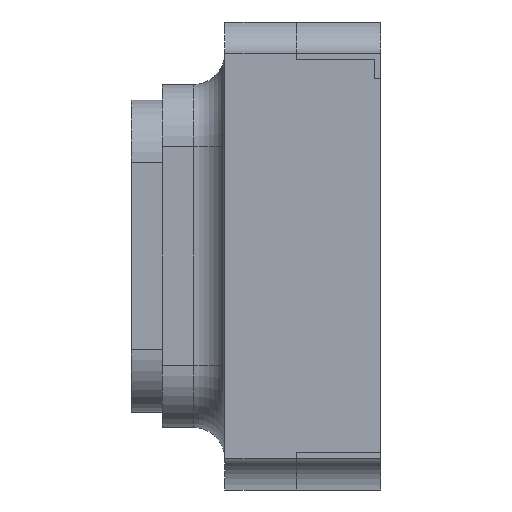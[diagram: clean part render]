
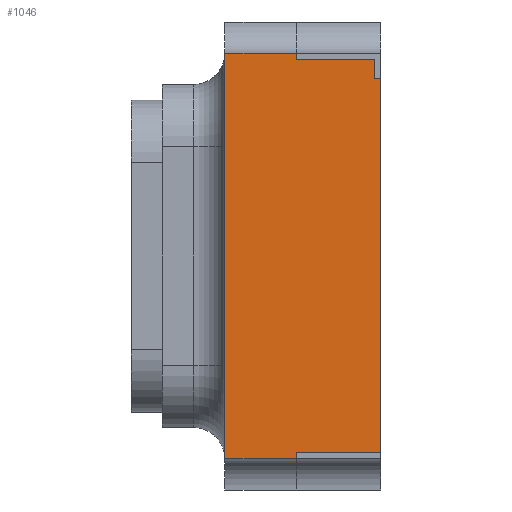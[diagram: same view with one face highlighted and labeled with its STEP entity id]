
A CAD part, left-side view. The second image highlights one B-rep face of the part: STEP entity #1046.
In plain terms, the highlighted planar face has unit normal (-1, 0, 0).
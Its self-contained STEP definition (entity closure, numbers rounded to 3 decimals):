
#15 = CARTESIAN_POINT ( 'NONE',  ( -1.6, 0.27, 0.63 ) ) ;
#23 = DIRECTION ( 'NONE',  ( 0., 1., 0. ) ) ;
#162 = VERTEX_POINT ( 'NONE', #2345 ) ;
#179 = EDGE_CURVE ( 'NONE', #2654, #2740, #4272, .T. ) ;
#354 = EDGE_CURVE ( 'NONE', #2740, #3244, #2625, .T. ) ;
#362 = DIRECTION ( 'NONE',  ( 0., 0., 1. ) ) ;
#363 = LINE ( 'NONE', #3985, #2805 ) ;
#367 = CARTESIAN_POINT ( 'NONE',  ( -1.6, 0.27, -0.63 ) ) ;
#416 = VERTEX_POINT ( 'NONE', #3464 ) ;
#474 = LINE ( 'NONE', #1924, #4312 ) ;
#491 = EDGE_CURVE ( 'NONE', #846, #3253, #3871, .T. ) ;
#642 = ORIENTED_EDGE ( 'NONE', *, *, #3012, .T. ) ;
#644 = CARTESIAN_POINT ( 'NONE',  ( -1.6, 0.27, -0.65 ) ) ;
#769 = CARTESIAN_POINT ( 'NONE',  ( -1.6, 0.5, -0.65 ) ) ;
#846 = VERTEX_POINT ( 'NONE', #2895 ) ;
#900 = LINE ( 'NONE', #4115, #2773 ) ;
#1046 = ADVANCED_FACE ( 'NONE', ( #4767 ), #1447, .T. ) ;
#1061 = DIRECTION ( 'NONE',  ( 0., 1., 0. ) ) ;
#1191 = VECTOR ( 'NONE', #4616, 1000. ) ;
#1404 = DIRECTION ( 'NONE',  ( 0., 0., -1. ) ) ;
#1447 = PLANE ( 'NONE',  #1621 ) ;
#1474 = CARTESIAN_POINT ( 'NONE',  ( -1.6, 0., -0.65 ) ) ;
#1479 = VECTOR ( 'NONE', #3239, 1000. ) ;
#1488 = VECTOR ( 'NONE', #1061, 1000. ) ;
#1547 = ORIENTED_EDGE ( 'NONE', *, *, #3314, .T. ) ;
#1599 = EDGE_CURVE ( 'NONE', #3963, #2053, #474, .T. ) ;
#1614 = CARTESIAN_POINT ( 'NONE',  ( -1.6, 0., -0.63 ) ) ;
#1621 = AXIS2_PLACEMENT_3D ( 'NONE', #1474, #2602, #3005 ) ;
#1924 = CARTESIAN_POINT ( 'NONE',  ( -1.6, 0., -0.63 ) ) ;
#2000 = ORIENTED_EDGE ( 'NONE', *, *, #179, .F. ) ;
#2019 = DIRECTION ( 'NONE',  ( 0., 0., -1. ) ) ;
#2051 = EDGE_CURVE ( 'NONE', #3963, #416, #4315, .T. ) ;
#2053 = VERTEX_POINT ( 'NONE', #367 ) ;
#2214 = CARTESIAN_POINT ( 'NONE',  ( -1.6, 0.27, 0.65 ) ) ;
#2316 = ORIENTED_EDGE ( 'NONE', *, *, #4104, .F. ) ;
#2317 = VECTOR ( 'NONE', #362, 1000. ) ;
#2341 = LINE ( 'NONE', #2497, #3217 ) ;
#2345 = CARTESIAN_POINT ( 'NONE',  ( -1.6, 0.27, 0.63 ) ) ;
#2353 = CARTESIAN_POINT ( 'NONE',  ( -1.6, 0.5, 0.65 ) ) ;
#2497 = CARTESIAN_POINT ( 'NONE',  ( -1.6, 0., 0.569 ) ) ;
#2602 = DIRECTION ( 'NONE',  ( -1., 0., 0. ) ) ;
#2625 = LINE ( 'NONE', #3405, #2867 ) ;
#2654 = VERTEX_POINT ( 'NONE', #3337 ) ;
#2740 = VERTEX_POINT ( 'NONE', #769 ) ;
#2773 = VECTOR ( 'NONE', #2976, 1000. ) ;
#2805 = VECTOR ( 'NONE', #1404, 1000. ) ;
#2867 = VECTOR ( 'NONE', #4103, 1000. ) ;
#2886 = DIRECTION ( 'NONE',  ( 0., 1., 0. ) ) ;
#2895 = CARTESIAN_POINT ( 'NONE',  ( -1.6, 0.02, 0.63 ) ) ;
#2976 = DIRECTION ( 'NONE',  ( 0., 1., 0. ) ) ;
#2987 = CARTESIAN_POINT ( 'NONE',  ( -1.6, 0.27, -0.65 ) ) ;
#3005 = DIRECTION ( 'NONE',  ( 0., 0., 1. ) ) ;
#3012 = EDGE_CURVE ( 'NONE', #2654, #2053, #4585, .T. ) ;
#3147 = ORIENTED_EDGE ( 'NONE', *, *, #354, .F. ) ;
#3217 = VECTOR ( 'NONE', #2886, 1000. ) ;
#3239 = DIRECTION ( 'NONE',  ( 0., 0., 1. ) ) ;
#3244 = VERTEX_POINT ( 'NONE', #2353 ) ;
#3251 = EDGE_LOOP ( 'NONE', ( #3951, #3384, #4185, #3999, #2316, #4629, #1547, #3147, #2000, #642 ) ) ;
#3253 = VERTEX_POINT ( 'NONE', #4587 ) ;
#3314 = EDGE_CURVE ( 'NONE', #3504, #3244, #900, .T. ) ;
#3337 = CARTESIAN_POINT ( 'NONE',  ( -1.6, 0.27, -0.65 ) ) ;
#3384 = ORIENTED_EDGE ( 'NONE', *, *, #2051, .T. ) ;
#3399 = LINE ( 'NONE', #15, #1191 ) ;
#3405 = CARTESIAN_POINT ( 'NONE',  ( -1.6, 0.5, -0.65 ) ) ;
#3464 = CARTESIAN_POINT ( 'NONE',  ( -1.6, 0., 0.569 ) ) ;
#3504 = VERTEX_POINT ( 'NONE', #2214 ) ;
#3590 = CARTESIAN_POINT ( 'NONE',  ( -1.6, 0., -0.63 ) ) ;
#3871 = LINE ( 'NONE', #4240, #4035 ) ;
#3951 = ORIENTED_EDGE ( 'NONE', *, *, #1599, .F. ) ;
#3963 = VERTEX_POINT ( 'NONE', #1614 ) ;
#3985 = CARTESIAN_POINT ( 'NONE',  ( -1.6, 0.27, 0.65 ) ) ;
#3999 = ORIENTED_EDGE ( 'NONE', *, *, #491, .F. ) ;
#4035 = VECTOR ( 'NONE', #2019, 1000. ) ;
#4103 = DIRECTION ( 'NONE',  ( 0., 0., 1. ) ) ;
#4104 = EDGE_CURVE ( 'NONE', #162, #846, #3399, .T. ) ;
#4115 = CARTESIAN_POINT ( 'NONE',  ( -1.6, 0.27, 0.65 ) ) ;
#4185 = ORIENTED_EDGE ( 'NONE', *, *, #4374, .T. ) ;
#4240 = CARTESIAN_POINT ( 'NONE',  ( -1.6, 0.02, 0.63 ) ) ;
#4272 = LINE ( 'NONE', #644, #1488 ) ;
#4312 = VECTOR ( 'NONE', #23, 1000. ) ;
#4315 = LINE ( 'NONE', #3590, #1479 ) ;
#4374 = EDGE_CURVE ( 'NONE', #416, #3253, #2341, .T. ) ;
#4475 = EDGE_CURVE ( 'NONE', #3504, #162, #363, .T. ) ;
#4585 = LINE ( 'NONE', #2987, #2317 ) ;
#4587 = CARTESIAN_POINT ( 'NONE',  ( -1.6, 0.02, 0.569 ) ) ;
#4616 = DIRECTION ( 'NONE',  ( 0., -1., 0. ) ) ;
#4629 = ORIENTED_EDGE ( 'NONE', *, *, #4475, .F. ) ;
#4767 = FACE_OUTER_BOUND ( 'NONE', #3251, .T. ) ;
